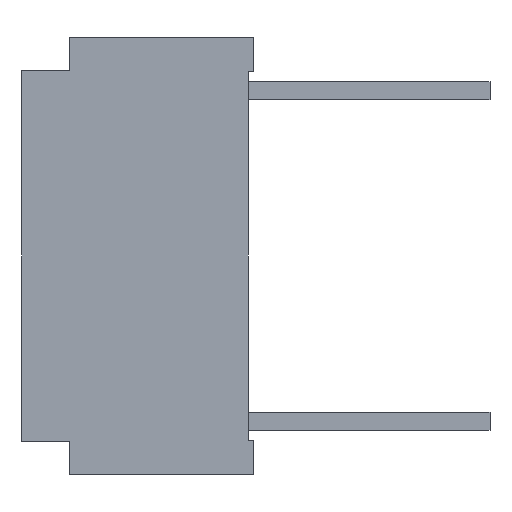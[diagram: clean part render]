
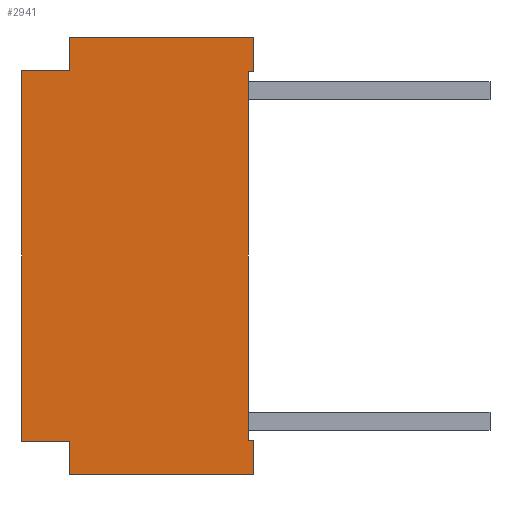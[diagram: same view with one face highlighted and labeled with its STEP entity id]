
A CAD part, left-side view. The second image highlights one B-rep face of the part: STEP entity #2941.
In plain terms, the highlighted planar face has unit normal (-1, 0, 0).
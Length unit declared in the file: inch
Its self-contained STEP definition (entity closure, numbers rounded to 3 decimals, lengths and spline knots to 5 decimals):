
#64=ORIENTED_EDGE('',*,*,#912,.T.);
#65=ORIENTED_EDGE('',*,*,#913,.T.);
#66=ORIENTED_EDGE('',*,*,#914,.F.);
#67=ORIENTED_EDGE('',*,*,#915,.T.);
#68=ORIENTED_EDGE('',*,*,#916,.T.);
#69=ORIENTED_EDGE('',*,*,#917,.T.);
#70=ORIENTED_EDGE('',*,*,#918,.T.);
#71=ORIENTED_EDGE('',*,*,#919,.T.);
#72=ORIENTED_EDGE('',*,*,#896,.T.);
#73=ORIENTED_EDGE('',*,*,#920,.T.);
#74=ORIENTED_EDGE('',*,*,#921,.T.);
#75=ORIENTED_EDGE('',*,*,#922,.F.);
#896=EDGE_CURVE('',#1320,#1321,#1604,.T.);
#912=EDGE_CURVE('',#1336,#1337,#1620,.T.);
#913=EDGE_CURVE('',#1337,#1338,#1621,.T.);
#914=EDGE_CURVE('',#1339,#1338,#1622,.T.);
#915=EDGE_CURVE('',#1339,#1340,#1623,.T.);
#916=EDGE_CURVE('',#1340,#1341,#1624,.T.);
#917=EDGE_CURVE('',#1341,#1342,#1625,.T.);
#918=EDGE_CURVE('',#1342,#1343,#1626,.T.);
#919=EDGE_CURVE('',#1343,#1320,#1627,.T.);
#920=EDGE_CURVE('',#1321,#1344,#1628,.T.);
#921=EDGE_CURVE('',#1344,#1345,#1629,.T.);
#922=EDGE_CURVE('',#1336,#1345,#1630,.T.);
#1320=VERTEX_POINT('',#4050);
#1321=VERTEX_POINT('',#4051);
#1336=VERTEX_POINT('',#4083);
#1337=VERTEX_POINT('',#4084);
#1338=VERTEX_POINT('',#4086);
#1339=VERTEX_POINT('',#4088);
#1340=VERTEX_POINT('',#4090);
#1341=VERTEX_POINT('',#4092);
#1342=VERTEX_POINT('',#4094);
#1343=VERTEX_POINT('',#4096);
#1344=VERTEX_POINT('',#4099);
#1345=VERTEX_POINT('',#4101);
#1604=LINE('',#4049,#2024);
#1620=LINE('',#4082,#2040);
#1621=LINE('',#4085,#2041);
#1622=LINE('',#4087,#2042);
#1623=LINE('',#4089,#2043);
#1624=LINE('',#4091,#2044);
#1625=LINE('',#4093,#2045);
#1626=LINE('',#4095,#2046);
#1627=LINE('',#4097,#2047);
#1628=LINE('',#4098,#2048);
#1629=LINE('',#4100,#2049);
#1630=LINE('',#4102,#2050);
#2024=VECTOR('',#3297,39.37008);
#2040=VECTOR('',#3315,39.37008);
#2041=VECTOR('',#3316,39.37008);
#2042=VECTOR('',#3317,39.37008);
#2043=VECTOR('',#3318,39.37008);
#2044=VECTOR('',#3319,39.37008);
#2045=VECTOR('',#3320,39.37008);
#2046=VECTOR('',#3321,39.37008);
#2047=VECTOR('',#3322,39.37008);
#2048=VECTOR('',#3323,39.37008);
#2049=VECTOR('',#3324,39.37008);
#2050=VECTOR('',#3325,39.37008);
#2439=EDGE_LOOP('',(#64,#65,#66,#67,#68,#69,#70,#71,#72,#73,#74,#75));
#2617=FACE_BOUND('',#2439,.T.);
#2789=PLANE('',#3122);
#2941=ADVANCED_FACE('',(#2617),#2789,.F.);
#3122=AXIS2_PLACEMENT_3D('',#4081,#3313,#3314);
#3297=DIRECTION('',(0.,0.,1.));
#3313=DIRECTION('',(1.,0.,0.));
#3314=DIRECTION('',(0.,0.,-1.));
#3315=DIRECTION('',(0.,0.,-1.));
#3316=DIRECTION('',(0.,1.,0.));
#3317=DIRECTION('',(0.,0.,1.));
#3318=DIRECTION('',(0.,-1.,0.));
#3319=DIRECTION('',(0.,0.,-1.));
#3320=DIRECTION('',(0.,-1.,0.));
#3321=DIRECTION('',(0.,0.,1.));
#3322=DIRECTION('',(0.,1.,0.));
#3323=DIRECTION('',(0.,-1.,0.));
#3324=DIRECTION('',(0.,0.,1.));
#3325=DIRECTION('',(0.,-1.,0.));
#4049=CARTESIAN_POINT('',(0.,0.002,-0.06635));
#4050=CARTESIAN_POINT('',(0.,0.002,-0.06635));
#4051=CARTESIAN_POINT('',(0.,0.002,0.06635));
#4081=CARTESIAN_POINT('',(0.,0.0835,-0.07875));
#4082=CARTESIAN_POINT('',(0.,0.0665,0.11675));
#4083=CARTESIAN_POINT('',(0.,0.0665,0.07875));
#4084=CARTESIAN_POINT('',(0.,0.0665,0.06675));
#4085=CARTESIAN_POINT('',(0.,0.0665,0.06675));
#4086=CARTESIAN_POINT('',(0.,0.0835,0.06675));
#4087=CARTESIAN_POINT('',(0.,0.0835,-0.07875));
#4088=CARTESIAN_POINT('',(0.,0.0835,-0.06675));
#4089=CARTESIAN_POINT('',(0.,0.0835,-0.06675));
#4090=CARTESIAN_POINT('',(0.,0.0665,-0.06675));
#4091=CARTESIAN_POINT('',(0.,0.0665,-0.06675));
#4092=CARTESIAN_POINT('',(0.,0.0665,-0.07875));
#4093=CARTESIAN_POINT('',(0.,0.0835,-0.07875));
#4094=CARTESIAN_POINT('',(0.,0.,-0.07875));
#4095=CARTESIAN_POINT('',(0.,0.,-0.07875));
#4096=CARTESIAN_POINT('',(0.,0.,-0.06635));
#4097=CARTESIAN_POINT('',(0.,0.,-0.06635));
#4098=CARTESIAN_POINT('',(0.,0.002,0.06635));
#4099=CARTESIAN_POINT('',(0.,0.,0.06635));
#4100=CARTESIAN_POINT('',(0.,0.,-0.07875));
#4101=CARTESIAN_POINT('',(0.,0.,0.07875));
#4102=CARTESIAN_POINT('',(0.,0.0835,0.07875));
